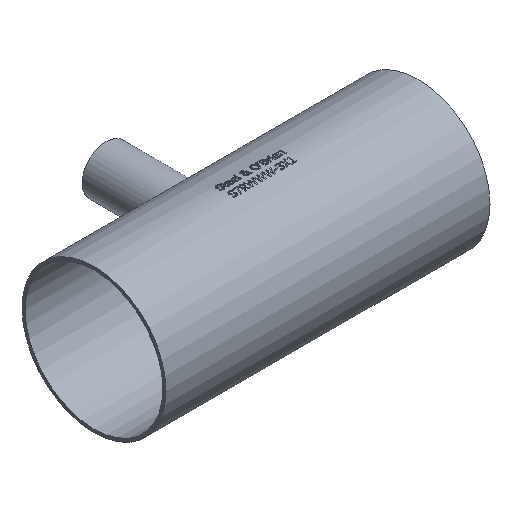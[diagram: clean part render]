
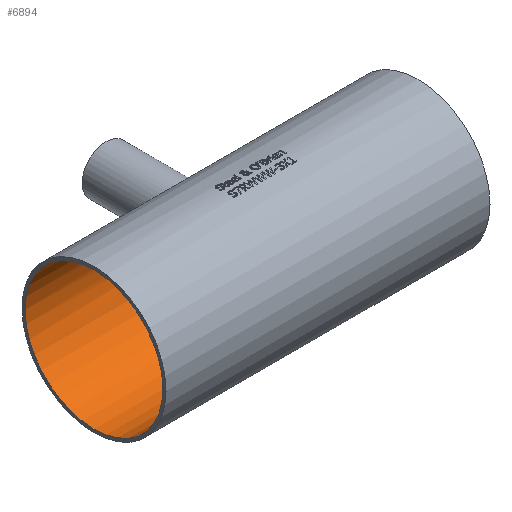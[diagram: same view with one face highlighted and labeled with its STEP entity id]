
A CAD part, isometric view. The second image highlights one B-rep face of the part: STEP entity #6894.
In plain terms, the highlighted cylindrical face has radius 36.449 mm (diameter 72.898 mm), a full revolution.
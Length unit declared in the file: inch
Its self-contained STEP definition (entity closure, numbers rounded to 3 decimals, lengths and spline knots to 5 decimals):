
#137=FACE_BOUND('',#1269,.T.);
#138=FACE_BOUND('',#1270,.T.);
#139=FACE_BOUND('',#1271,.T.);
#1269=EDGE_LOOP('',(#6449));
#1270=EDGE_LOOP('',(#6450));
#1271=EDGE_LOOP('',(#6451));
#1604=B_SPLINE_CURVE_WITH_KNOTS('',3,(#15001,#15002,#15003,#15004,#15005,
#15006,#15007,#15008,#15009,#15010,#15011,#15012,#15013,#15014,#15015,#15016,
#15017,#15018,#15019,#15020,#15021,#15022,#15023,#15024,#15025,#15026,#15027,
#15028,#15029,#15030,#15031,#15032,#15033,#15034),.UNSPECIFIED.,.T.,.F.,
(4,2,2,2,2,2,2,2,2,2,2,2,2,2,2,2,4),(0.,0.41913,0.83826,
1.25725,1.67625,2.09525,2.51425,2.93337,
3.3525,3.77163,4.19076,4.60975,5.02875,
5.44775,5.86675,6.28587,6.705),
 .UNSPECIFIED.);
#2710=CIRCLE('',#7308,1.435);
#2711=CIRCLE('',#7309,1.435);
#3392=VERTEX_POINT('',#15000);
#3393=VERTEX_POINT('',#15036);
#3394=VERTEX_POINT('',#15038);
#4413=EDGE_CURVE('',#3392,#3392,#1604,.T.);
#4414=EDGE_CURVE('',#3393,#3393,#2710,.T.);
#4415=EDGE_CURVE('',#3394,#3394,#2711,.T.);
#6449=ORIENTED_EDGE('',*,*,#4413,.T.);
#6450=ORIENTED_EDGE('',*,*,#4414,.F.);
#6451=ORIENTED_EDGE('',*,*,#4415,.F.);
#6494=CYLINDRICAL_SURFACE('',#7307,1.435);
#6894=ADVANCED_FACE('',(#137,#138,#139),#6494,.F.);
#7307=AXIS2_PLACEMENT_3D('',#15035,#8624,#8625);
#7308=AXIS2_PLACEMENT_3D('',#15037,#8626,#8627);
#7309=AXIS2_PLACEMENT_3D('',#15039,#8628,#8629);
#8624=DIRECTION('center_axis',(-1.,0.,0.));
#8625=DIRECTION('ref_axis',(0.,0.,1.));
#8626=DIRECTION('center_axis',(1.,0.,0.));
#8627=DIRECTION('ref_axis',(0.,0.,1.));
#8628=DIRECTION('center_axis',(-1.,0.,0.));
#8629=DIRECTION('ref_axis',(0.,0.,1.));
#15000=CARTESIAN_POINT('',(0.,1.36748,0.435));
#15001=CARTESIAN_POINT('Ctrl Pts',(0.,1.36748,
0.435));
#15002=CARTESIAN_POINT('Ctrl Pts',(0.055,1.36748,
0.435));
#15003=CARTESIAN_POINT('Ctrl Pts',(0.11342,1.37115,0.42394));
#15004=CARTESIAN_POINT('Ctrl Pts',(0.22048,1.38412,0.37944));
#15005=CARTESIAN_POINT('Ctrl Pts',(0.26916,1.39321,0.34602));
#15006=CARTESIAN_POINT('Ctrl Pts',(0.34601,1.41008,0.26917));
#15007=CARTESIAN_POINT('Ctrl Pts',(0.37944,1.41898,0.22048));
#15008=CARTESIAN_POINT('Ctrl Pts',(0.42394,1.43153,0.11341));
#15009=CARTESIAN_POINT('Ctrl Pts',(0.435,1.435,0.05499));
#15010=CARTESIAN_POINT('Ctrl Pts',(0.435,1.435,-0.05499));
#15011=CARTESIAN_POINT('Ctrl Pts',(0.42394,1.43153,-0.11341));
#15012=CARTESIAN_POINT('Ctrl Pts',(0.37944,1.41898,-0.22048));
#15013=CARTESIAN_POINT('Ctrl Pts',(0.34601,1.41008,-0.26917));
#15014=CARTESIAN_POINT('Ctrl Pts',(0.26916,1.39321,-0.34602));
#15015=CARTESIAN_POINT('Ctrl Pts',(0.22048,1.38412,-0.37944));
#15016=CARTESIAN_POINT('Ctrl Pts',(0.11342,1.37115,-0.42394));
#15017=CARTESIAN_POINT('Ctrl Pts',(0.055,1.36748,
-0.435));
#15018=CARTESIAN_POINT('Ctrl Pts',(-0.055,1.36748,
-0.435));
#15019=CARTESIAN_POINT('Ctrl Pts',(-0.11342,1.37115,
-0.42394));
#15020=CARTESIAN_POINT('Ctrl Pts',(-0.22048,1.38412,
-0.37944));
#15021=CARTESIAN_POINT('Ctrl Pts',(-0.26916,1.39321,
-0.34602));
#15022=CARTESIAN_POINT('Ctrl Pts',(-0.34601,1.41008,-0.26917));
#15023=CARTESIAN_POINT('Ctrl Pts',(-0.37944,1.41898,
-0.22048));
#15024=CARTESIAN_POINT('Ctrl Pts',(-0.42394,1.43153,
-0.11341));
#15025=CARTESIAN_POINT('Ctrl Pts',(-0.435,1.435,-0.05499));
#15026=CARTESIAN_POINT('Ctrl Pts',(-0.435,1.435,0.05499));
#15027=CARTESIAN_POINT('Ctrl Pts',(-0.42394,1.43153,
0.11341));
#15028=CARTESIAN_POINT('Ctrl Pts',(-0.37944,1.41898,
0.22048));
#15029=CARTESIAN_POINT('Ctrl Pts',(-0.34601,1.41008,0.26917));
#15030=CARTESIAN_POINT('Ctrl Pts',(-0.26916,1.39321,
0.34602));
#15031=CARTESIAN_POINT('Ctrl Pts',(-0.22048,1.38412,
0.37944));
#15032=CARTESIAN_POINT('Ctrl Pts',(-0.11342,1.37115,
0.42394));
#15033=CARTESIAN_POINT('Ctrl Pts',(-0.055,1.36748,
0.435));
#15034=CARTESIAN_POINT('Ctrl Pts',(0.,1.36748,
0.435));
#15035=CARTESIAN_POINT('Origin',(3.375,0.,0.));
#15036=CARTESIAN_POINT('',(-3.375,0.,-1.435));
#15037=CARTESIAN_POINT('Origin',(-3.375,0.,0.));
#15038=CARTESIAN_POINT('',(3.375,0.,-1.435));
#15039=CARTESIAN_POINT('Origin',(3.375,0.,0.));
